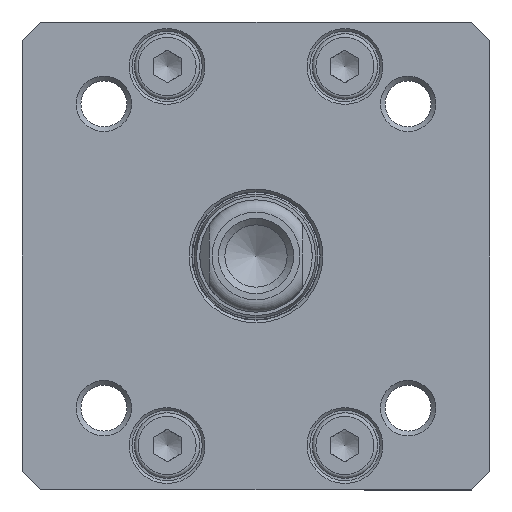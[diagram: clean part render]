
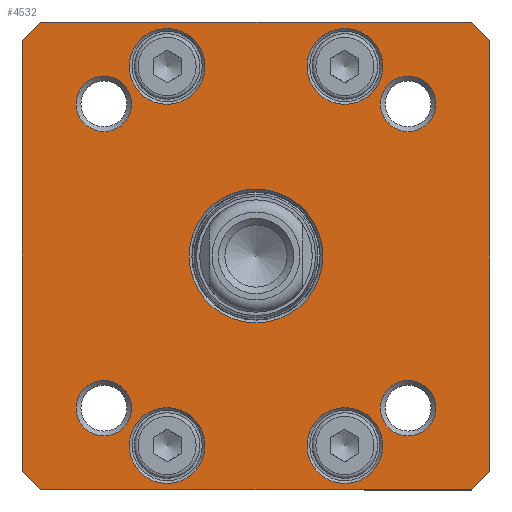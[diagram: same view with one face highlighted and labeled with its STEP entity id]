
A CAD part, front view. The second image highlights one B-rep face of the part: STEP entity #4532.
In plain terms, the highlighted face is planar.
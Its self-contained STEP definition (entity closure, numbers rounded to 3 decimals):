
#4362=CARTESIAN_POINT('',(0.,86.5,0.));
#4363=DIRECTION('',(0.0,-1.0,0.0));
#4364=DIRECTION('',(0.0,0.0,-1.0));
#4365=AXIS2_PLACEMENT_3D('',#4362,#4363,#4364);
#4366=PLANE('',#4365);
#4367=CARTESIAN_POINT('',(23.,86.5,25.0));
#4368=VERTEX_POINT('',#4367);
#4369=CARTESIAN_POINT('',(-23.,86.5,25.));
#4370=VERTEX_POINT('',#4369);
#4371=CARTESIAN_POINT('',(23.,86.5,25.0));
#4372=DIRECTION('',(-1.0,0.0,0.0));
#4373=VECTOR('',#4372,46.);
#4374=LINE('',#4371,#4373);
#4375=EDGE_CURVE('',#4368,#4370,#4374,.T.);
#4376=ORIENTED_EDGE('',*,*,#4375,.F.);
#4377=CARTESIAN_POINT('',(25.0,86.5,23.));
#4378=VERTEX_POINT('',#4377);
#4379=CARTESIAN_POINT('',(25.0,86.5,23.));
#4380=DIRECTION('',(-0.707,0.0,0.707));
#4381=VECTOR('',#4380,2.828);
#4382=LINE('',#4379,#4381);
#4383=EDGE_CURVE('',#4378,#4368,#4382,.T.);
#4384=ORIENTED_EDGE('',*,*,#4383,.F.);
#4385=CARTESIAN_POINT('',(25.0,86.5,-23.));
#4386=VERTEX_POINT('',#4385);
#4387=CARTESIAN_POINT('',(25.0,86.5,-23.));
#4388=DIRECTION('',(0.0,0.0,1.0));
#4389=VECTOR('',#4388,46.);
#4390=LINE('',#4387,#4389);
#4391=EDGE_CURVE('',#4386,#4378,#4390,.T.);
#4392=ORIENTED_EDGE('',*,*,#4391,.F.);
#4393=CARTESIAN_POINT('',(23.,86.5,-25.));
#4394=VERTEX_POINT('',#4393);
#4395=CARTESIAN_POINT('',(23.,86.5,-25.));
#4396=DIRECTION('',(0.707,0.0,0.707));
#4397=VECTOR('',#4396,2.828);
#4398=LINE('',#4395,#4397);
#4399=EDGE_CURVE('',#4394,#4386,#4398,.T.);
#4400=ORIENTED_EDGE('',*,*,#4399,.F.);
#4401=CARTESIAN_POINT('',(-23.,86.5,-25.0));
#4402=VERTEX_POINT('',#4401);
#4403=CARTESIAN_POINT('',(-23.,86.5,-25.));
#4404=DIRECTION('',(1.0,0.0,0.0));
#4405=VECTOR('',#4404,46.0);
#4406=LINE('',#4403,#4405);
#4407=EDGE_CURVE('',#4402,#4394,#4406,.T.);
#4408=ORIENTED_EDGE('',*,*,#4407,.F.);
#4409=CARTESIAN_POINT('',(-25.0,86.5,-23.));
#4410=VERTEX_POINT('',#4409);
#4411=CARTESIAN_POINT('',(-25.,86.5,-23.0));
#4412=DIRECTION('',(0.707,0.0,-0.707));
#4413=VECTOR('',#4412,2.828);
#4414=LINE('',#4411,#4413);
#4415=EDGE_CURVE('',#4410,#4402,#4414,.T.);
#4416=ORIENTED_EDGE('',*,*,#4415,.F.);
#4417=CARTESIAN_POINT('',(-25.,86.5,23.));
#4418=VERTEX_POINT('',#4417);
#4419=CARTESIAN_POINT('',(-25.,86.5,23.));
#4420=DIRECTION('',(0.0,0.0,-1.0));
#4421=VECTOR('',#4420,46.0);
#4422=LINE('',#4419,#4421);
#4423=EDGE_CURVE('',#4418,#4410,#4422,.T.);
#4424=ORIENTED_EDGE('',*,*,#4423,.F.);
#4425=CARTESIAN_POINT('',(-23.,86.5,25.));
#4426=DIRECTION('',(-0.707,0.0,-0.707));
#4427=VECTOR('',#4426,2.828);
#4428=LINE('',#4425,#4427);
#4429=EDGE_CURVE('',#4370,#4418,#4428,.T.);
#4430=ORIENTED_EDGE('',*,*,#4429,.F.);
#4431=EDGE_LOOP('',(#4376,#4384,#4392,#4400,#4408,#4416,#4424,#4430));
#4432=FACE_OUTER_BOUND('',#4431,.T.);
#4433=CARTESIAN_POINT('',(13.292,86.5,-16.25));
#4434=VERTEX_POINT('',#4433);
#4435=CARTESIAN_POINT('',(16.25,86.5,-16.25));
#4436=DIRECTION('',(0.0,1.0,0.0));
#4437=DIRECTION('',(1.0,0.0,0.0));
#4438=AXIS2_PLACEMENT_3D('',#4435,#4436,#4437);
#4439=CIRCLE('',#4438,2.959);
#4440=EDGE_CURVE('',#4434,#4434,#4439,.T.);
#4441=ORIENTED_EDGE('',*,*,#4440,.F.);
#4442=EDGE_LOOP('',(#4441));
#4443=FACE_BOUND('',#4442,.T.);
#4444=CARTESIAN_POINT('',(-19.208,86.5,16.25));
#4445=VERTEX_POINT('',#4444);
#4446=CARTESIAN_POINT('',(-16.25,86.5,16.25));
#4447=DIRECTION('',(0.0,1.0,0.0));
#4448=DIRECTION('',(1.0,0.0,0.0));
#4449=AXIS2_PLACEMENT_3D('',#4446,#4447,#4448);
#4450=CIRCLE('',#4449,2.959);
#4451=EDGE_CURVE('',#4445,#4445,#4450,.T.);
#4452=ORIENTED_EDGE('',*,*,#4451,.F.);
#4453=EDGE_LOOP('',(#4452));
#4454=FACE_BOUND('',#4453,.T.);
#4455=CARTESIAN_POINT('',(5.45,86.5,-20.25));
#4456=VERTEX_POINT('',#4455);
#4457=CARTESIAN_POINT('',(9.5,86.5,-20.25));
#4458=DIRECTION('',(0.0,1.0,0.0));
#4459=DIRECTION('',(1.0,0.0,0.0));
#4460=AXIS2_PLACEMENT_3D('',#4457,#4458,#4459);
#4461=CIRCLE('',#4460,4.05);
#4462=EDGE_CURVE('',#4456,#4456,#4461,.T.);
#4463=ORIENTED_EDGE('',*,*,#4462,.F.);
#4464=EDGE_LOOP('',(#4463));
#4465=FACE_BOUND('',#4464,.T.);
#4466=CARTESIAN_POINT('',(-13.55,86.5,20.25));
#4467=VERTEX_POINT('',#4466);
#4468=CARTESIAN_POINT('',(-9.5,86.5,20.25));
#4469=DIRECTION('',(0.0,1.0,0.0));
#4470=DIRECTION('',(1.0,0.0,0.0));
#4471=AXIS2_PLACEMENT_3D('',#4468,#4469,#4470);
#4472=CIRCLE('',#4471,4.05);
#4473=EDGE_CURVE('',#4467,#4467,#4472,.T.);
#4474=ORIENTED_EDGE('',*,*,#4473,.F.);
#4475=EDGE_LOOP('',(#4474));
#4476=FACE_BOUND('',#4475,.T.);
#4477=CARTESIAN_POINT('',(7.15,86.5,0.));
#4478=VERTEX_POINT('',#4477);
#4479=CARTESIAN_POINT('',(0.0,86.5,0.0));
#4480=DIRECTION('',(0.0,1.0,0.0));
#4481=DIRECTION('',(-1.0,0.0,0.0));
#4482=AXIS2_PLACEMENT_3D('',#4479,#4480,#4481);
#4483=CIRCLE('',#4482,7.15);
#4484=EDGE_CURVE('',#4478,#4478,#4483,.T.);
#4485=ORIENTED_EDGE('',*,*,#4484,.F.);
#4486=EDGE_LOOP('',(#4485));
#4487=FACE_BOUND('',#4486,.T.);
#4488=CARTESIAN_POINT('',(5.45,86.5,20.25));
#4489=VERTEX_POINT('',#4488);
#4490=CARTESIAN_POINT('',(9.5,86.5,20.25));
#4491=DIRECTION('',(0.0,1.0,0.0));
#4492=DIRECTION('',(1.0,0.0,0.0));
#4493=AXIS2_PLACEMENT_3D('',#4490,#4491,#4492);
#4494=CIRCLE('',#4493,4.05);
#4495=EDGE_CURVE('',#4489,#4489,#4494,.T.);
#4496=ORIENTED_EDGE('',*,*,#4495,.F.);
#4497=EDGE_LOOP('',(#4496));
#4498=FACE_BOUND('',#4497,.T.);
#4499=CARTESIAN_POINT('',(-13.55,86.5,-20.25));
#4500=VERTEX_POINT('',#4499);
#4501=CARTESIAN_POINT('',(-9.5,86.5,-20.25));
#4502=DIRECTION('',(0.0,1.0,0.0));
#4503=DIRECTION('',(1.0,0.0,0.0));
#4504=AXIS2_PLACEMENT_3D('',#4501,#4502,#4503);
#4505=CIRCLE('',#4504,4.05);
#4506=EDGE_CURVE('',#4500,#4500,#4505,.T.);
#4507=ORIENTED_EDGE('',*,*,#4506,.F.);
#4508=EDGE_LOOP('',(#4507));
#4509=FACE_BOUND('',#4508,.T.);
#4510=CARTESIAN_POINT('',(13.292,86.5,16.25));
#4511=VERTEX_POINT('',#4510);
#4512=CARTESIAN_POINT('',(16.25,86.5,16.25));
#4513=DIRECTION('',(0.0,1.0,0.0));
#4514=DIRECTION('',(1.0,0.0,0.0));
#4515=AXIS2_PLACEMENT_3D('',#4512,#4513,#4514);
#4516=CIRCLE('',#4515,2.959);
#4517=EDGE_CURVE('',#4511,#4511,#4516,.T.);
#4518=ORIENTED_EDGE('',*,*,#4517,.F.);
#4519=EDGE_LOOP('',(#4518));
#4520=FACE_BOUND('',#4519,.T.);
#4521=CARTESIAN_POINT('',(-19.208,86.5,-16.25));
#4522=VERTEX_POINT('',#4521);
#4523=CARTESIAN_POINT('',(-16.25,86.5,-16.25));
#4524=DIRECTION('',(0.0,1.0,0.0));
#4525=DIRECTION('',(1.0,0.0,0.0));
#4526=AXIS2_PLACEMENT_3D('',#4523,#4524,#4525);
#4527=CIRCLE('',#4526,2.959);
#4528=EDGE_CURVE('',#4522,#4522,#4527,.T.);
#4529=ORIENTED_EDGE('',*,*,#4528,.F.);
#4530=EDGE_LOOP('',(#4529));
#4531=FACE_BOUND('',#4530,.T.);
#4532=ADVANCED_FACE('',(#4432,#4443,#4454,#4465,#4476,#4487,#4498,#4509,#4520,#4531),#4366,.F.);
